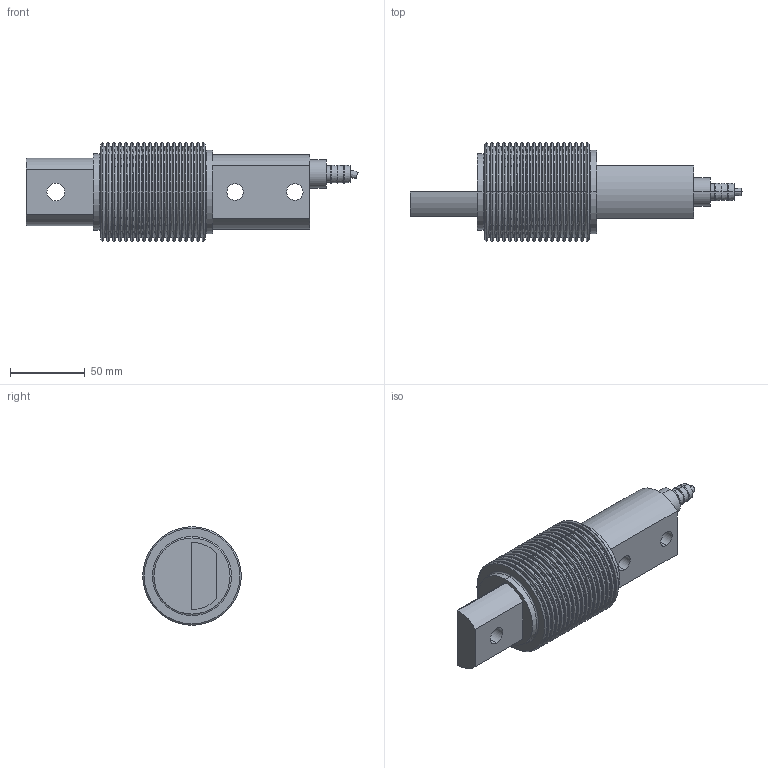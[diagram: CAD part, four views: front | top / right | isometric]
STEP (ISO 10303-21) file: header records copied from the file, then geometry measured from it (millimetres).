
FILE_DESCRIPTION (( 'STEP AP203' ), '1' );
FILE_NAME ('Beam Load Cell type SD.STEP', '2010-04-13T18:06:25', ( 'JSJ' ), ( 'JSJ' ), 'SwSTEP 2.0', 'SolidWorks 2009', '' );
FILE_SCHEMA (( 'CONFIG_CONTROL_DESIGN' ));
Length unit declared in the file: millimetre
Products named in the file (1): Beam Load Cell type SD
Bounding box: 222.28 x 66 x 66 mm (x, y, z)
Volume: 372595.1 mm3; surface area: 55027.5 mm2
Topology: 1 solids, 1 shells, 228 faces, 466 edges, 284 vertices
Faces by surface type: torus 140, plane 50, cylinder 26, cone 10, bspline 2
Entity records: 6353 total; most frequent: DIRECTION 1330, CARTESIAN_POINT 1095, ORIENTED_EDGE 932, AXIS2_PLACEMENT_3D 641, EDGE_CURVE 466, CIRCLE 414, VERTEX_POINT 284, EDGE_LOOP 278
